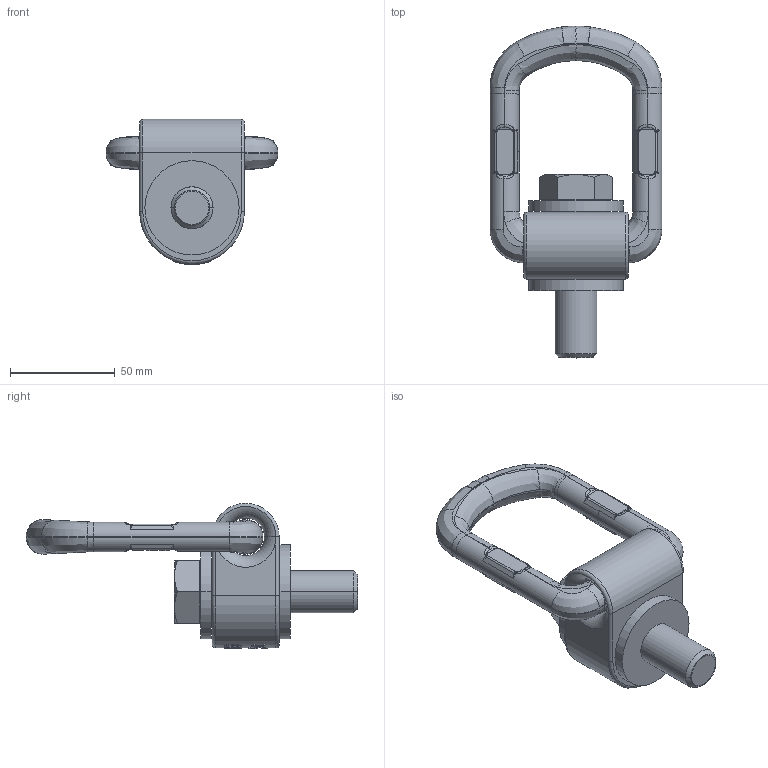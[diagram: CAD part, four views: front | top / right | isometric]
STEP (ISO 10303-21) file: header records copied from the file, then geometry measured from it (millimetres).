
FILE_DESCRIPTION((''),'2;1');
FILE_NAME('001-M31215-P-1_ASM','2004-02-17T',('jakubetz'),(''),'PRO/ENGINEER BY PARAMETRIC TECHNOLOGY CORPORATION, 2001400','PRO/ENGINEER BY PARAMETRIC TECHNOLOGY CORPORATION, 2001400','');
FILE_SCHEMA(('CONFIG_CONTROL_DESIGN'));
Length unit declared in the file: millimetre
Products named in the file (5): 001-M31215-RT1; 001-M31215-RT2; 001-M31215-BA1; 001-M31121-V01; 001-M31215-P-1_ASM
Assembly tree (4 placements, depth 2):
  001-M31215-P-1_ASM
    001-M31215-RT1
    001-M31215-RT2
    001-M31215-BA1
    001-M31121-V01
Bounding box: 82 x 158.35 x 69.3 mm (x, y, z)
Volume: 170081.5 mm3; surface area: 51588.1 mm2
Topology: 4 solids, 5 shells, 936 faces, 2439 edges, 1543 vertices
Faces by surface type: plane 624, bspline 128, cylinder 106, torus 48, sphere 16, cone 14
Entity records: 35178 total; most frequent: CARTESIAN_POINT 13435, ORIENTED_EDGE 4870, DIRECTION 3905, EDGE_CURVE 2437, VERTEX_POINT 1543, VECTOR 1539, LINE 1539, AXIS2_PLACEMENT_3D 1183
